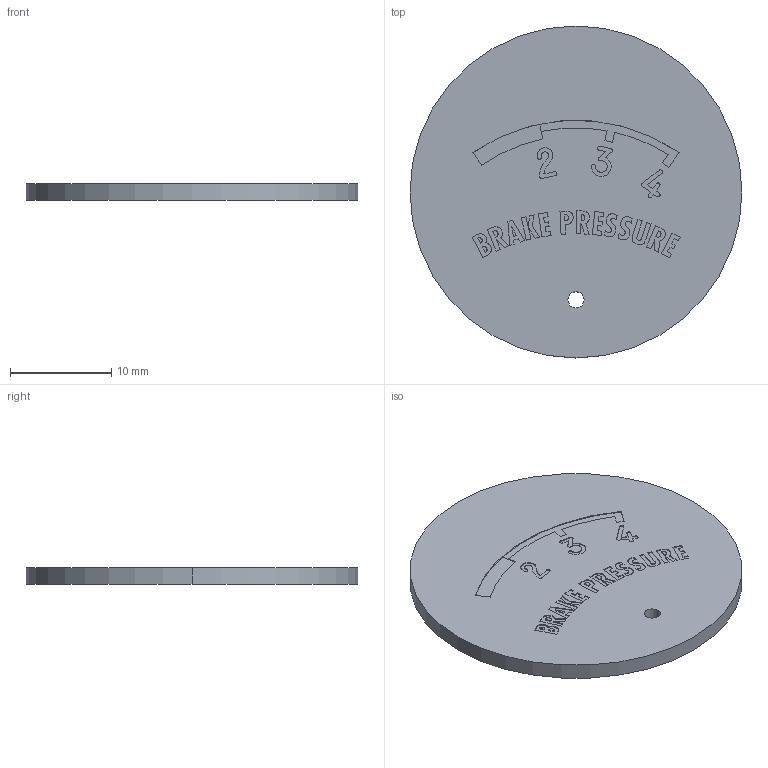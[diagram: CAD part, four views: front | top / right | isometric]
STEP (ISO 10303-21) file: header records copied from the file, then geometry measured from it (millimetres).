
FILE_DESCRIPTION (( 'STEP AP214' ), '1' );
FILE_NAME ('Brake Pressure Indicator Bezel Face.STEP', '2021-03-20T04:28:58', ( '' ), ( '' ), 'SwSTEP 2.0', 'SolidWorks 2019', '' );
FILE_SCHEMA (( 'AUTOMOTIVE_DESIGN' ));
Length unit declared in the file: inch
Products named in the file (1): Brake Pressure Indicator Bezel Face
Bounding box: 32.84 x 32.84 x 1.59 mm (x, y, z)
Volume: 1337.5 mm3; surface area: 1877.7 mm2
Topology: 1 solids, 1 shells, 279 faces, 758 edges, 505 vertices
Faces by surface type: plane 165, bspline 106, cylinder 8
Entity records: 16929 total; most frequent: CARTESIAN_POINT 6961, ORIENTED_EDGE 1516, DIRECTION 911, EDGE_CURVE 758, VECTOR 529, LINE 529, VERTEX_POINT 505, EDGE_LOOP 305
